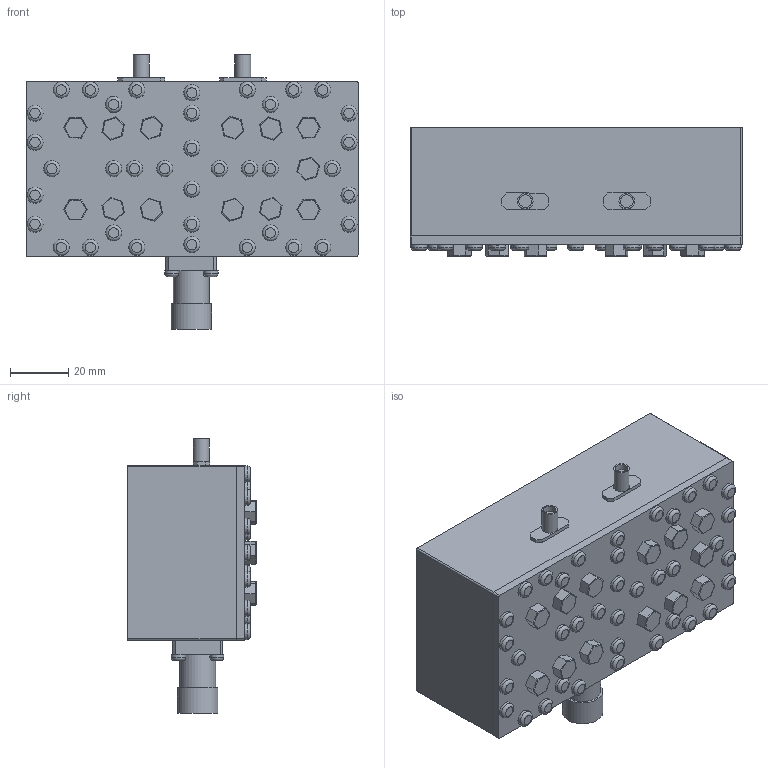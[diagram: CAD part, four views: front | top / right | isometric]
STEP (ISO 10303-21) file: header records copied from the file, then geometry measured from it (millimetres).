
FILE_DESCRIPTION(/* description */ (''),/* implementation_level */ '2;1');
FILE_NAME(/* name */ 'Filter v2.step',/* time_stamp */ '2023-07-04T16:52:55+02:00',/* author */ (''),/* organization */ (''),/* preprocessor_version */ 'ST-DEVELOPER v19.2',/* originating_system */ 'Autodesk Translation Framework v12.6.0.85',/* authorisation */ '');
FILE_SCHEMA (('AUTOMOTIVE_DESIGN { 1 0 10303 214 3 1 1 }'));
Length unit declared in the file: millimetre
Products named in the file (1): Filter
Bounding box: 114.1 x 44.1 x 94.44 mm (x, y, z)
Volume: 283134 mm3; surface area: 45932.2 mm2
Topology: 2 solids, 2 shells, 367 faces, 812 edges, 512 vertices
Faces by surface type: plane 187, cylinder 138, torus 42
Full cylindrical faces by diameter (mm): 1.75 x1, 2.5 x1, 4.328 x2, 4.736 x1, 4.794 x1, 5 x2, 5.427 x2, 5.53 x38, 8.3 x1, 12.4 x1, 13.884 x1
Entity records: 10148 total; most frequent: DIRECTION 1882, CARTESIAN_POINT 1692, ORIENTED_EDGE 1624, EDGE_CURVE 812, AXIS2_PLACEMENT_3D 702, VERTEX_POINT 512, LINE 478, VECTOR 478
